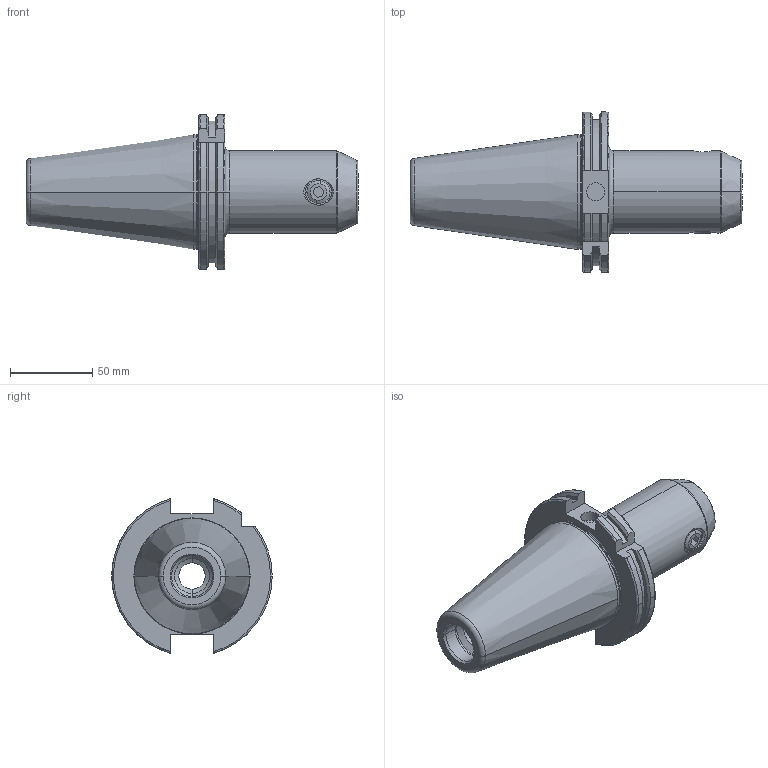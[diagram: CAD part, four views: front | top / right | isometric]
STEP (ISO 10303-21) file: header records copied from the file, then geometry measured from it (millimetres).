
FILE_DESCRIPTION (( 'STEP AP203' ), '1' );
FILE_NAME ('FWS501A-EMH18100.STEP', '2024-08-29T11:20:24', ( '' ), ( '' ), 'SwSTEP 2.0', 'SolidWorks 2024', '' );
FILE_SCHEMA (( 'CONFIG_CONTROL_DESIGN' ));
Length unit declared in the file: millimetre
Products named in the file (4): FWS501A-EMH18100; SK50EM18100WW; M14X16_ISO 4026 - M12 x 12-N
Assembly tree (3 placements, depth 3):
  FWS501A-EMH18100
    SK50EM18100WW
      SK50EM18100WW
      M14X16_ISO 4026 - M12 x 12-N
Bounding box: 201.75 x 97.5 x 94.05 mm (x, y, z)
Volume: 454981 mm3; surface area: 61500 mm2
Topology: 2 solids, 2 shells, 124 faces, 302 edges, 189 vertices
Faces by surface type: cylinder 39, plane 33, cone 28, torus 22, sphere 2
Entity records: 4382 total; most frequent: CARTESIAN_POINT 1024, DIRECTION 666, ORIENTED_EDGE 594, EDGE_CURVE 297, AXIS2_PLACEMENT_3D 272, VERTEX_POINT 186, CIRCLE 141, EDGE_LOOP 137
